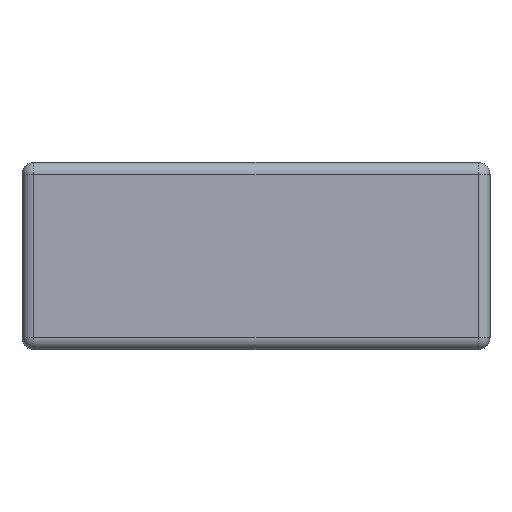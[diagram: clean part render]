
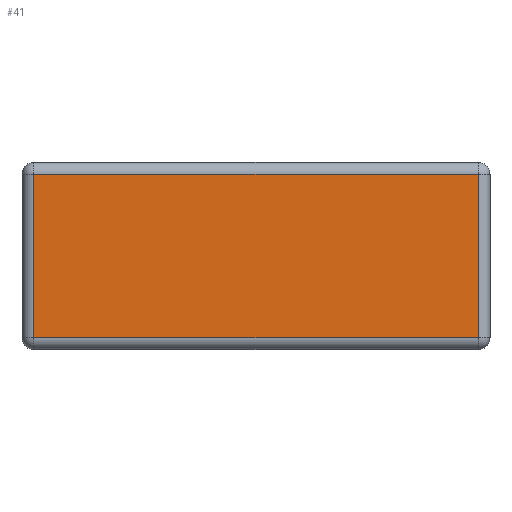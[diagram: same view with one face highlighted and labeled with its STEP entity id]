
A CAD part, front view. The second image highlights one B-rep face of the part: STEP entity #41.
In plain terms, the highlighted planar face has unit normal (0, -1, 0).
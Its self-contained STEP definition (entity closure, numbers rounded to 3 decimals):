
#2 = VECTOR ( 'NONE', #695, 1000. ) ;
#15 = VERTEX_POINT ( 'NONE', #45 ) ;
#26 = DIRECTION ( 'NONE',  ( 1., 0., 0. ) ) ;
#31 = CARTESIAN_POINT ( 'NONE',  ( 1.9, -6., 1.5 ) ) ;
#40 = LINE ( 'NONE', #527, #2 ) ;
#41 = ADVANCED_FACE ( 'NONE', ( #373 ), #293, .F. ) ;
#45 = CARTESIAN_POINT ( 'NONE',  ( -1.9, -6., 1.5 ) ) ;
#53 = CARTESIAN_POINT ( 'NONE',  ( -1.9, -6., 1.6 ) ) ;
#115 = AXIS2_PLACEMENT_3D ( 'NONE', #438, #119, #663 ) ;
#116 = VECTOR ( 'NONE', #491, 1000. ) ;
#119 = DIRECTION ( 'NONE',  ( 0., 1., 0. ) ) ;
#174 = CARTESIAN_POINT ( 'NONE',  ( -1.9, -6., 0.1 ) ) ;
#182 = ORIENTED_EDGE ( 'NONE', *, *, #299, .T. ) ;
#247 = LINE ( 'NONE', #409, #511 ) ;
#265 = VECTOR ( 'NONE', #26, 1000. ) ;
#288 = EDGE_CURVE ( 'NONE', #615, #654, #620, .T. ) ;
#293 = PLANE ( 'NONE',  #115 ) ;
#299 = EDGE_CURVE ( 'NONE', #654, #474, #247, .T. ) ;
#336 = EDGE_LOOP ( 'NONE', ( #392, #488, #582, #182 ) ) ;
#370 = CARTESIAN_POINT ( 'NONE',  ( 1.9, -6., 0.1 ) ) ;
#373 = FACE_OUTER_BOUND ( 'NONE', #336, .T. ) ;
#392 = ORIENTED_EDGE ( 'NONE', *, *, #542, .T. ) ;
#409 = CARTESIAN_POINT ( 'NONE',  ( 1.9, -6., 1.6 ) ) ;
#438 = CARTESIAN_POINT ( 'NONE',  ( -2., -6., 1.6 ) ) ;
#474 = VERTEX_POINT ( 'NONE', #31 ) ;
#484 = LINE ( 'NONE', #53, #116 ) ;
#488 = ORIENTED_EDGE ( 'NONE', *, *, #562, .T. ) ;
#491 = DIRECTION ( 'NONE',  ( 0., 0., -1. ) ) ;
#511 = VECTOR ( 'NONE', #624, 1000. ) ;
#527 = CARTESIAN_POINT ( 'NONE',  ( -2., -6., 1.5 ) ) ;
#542 = EDGE_CURVE ( 'NONE', #474, #15, #40, .T. ) ;
#562 = EDGE_CURVE ( 'NONE', #15, #615, #484, .T. ) ;
#567 = CARTESIAN_POINT ( 'NONE',  ( -2., -6., 0.1 ) ) ;
#582 = ORIENTED_EDGE ( 'NONE', *, *, #288, .T. ) ;
#615 = VERTEX_POINT ( 'NONE', #174 ) ;
#620 = LINE ( 'NONE', #567, #265 ) ;
#624 = DIRECTION ( 'NONE',  ( 0., 0., 1. ) ) ;
#654 = VERTEX_POINT ( 'NONE', #370 ) ;
#663 = DIRECTION ( 'NONE',  ( 0., 0., 1. ) ) ;
#695 = DIRECTION ( 'NONE',  ( -1., 0., 0. ) ) ;
